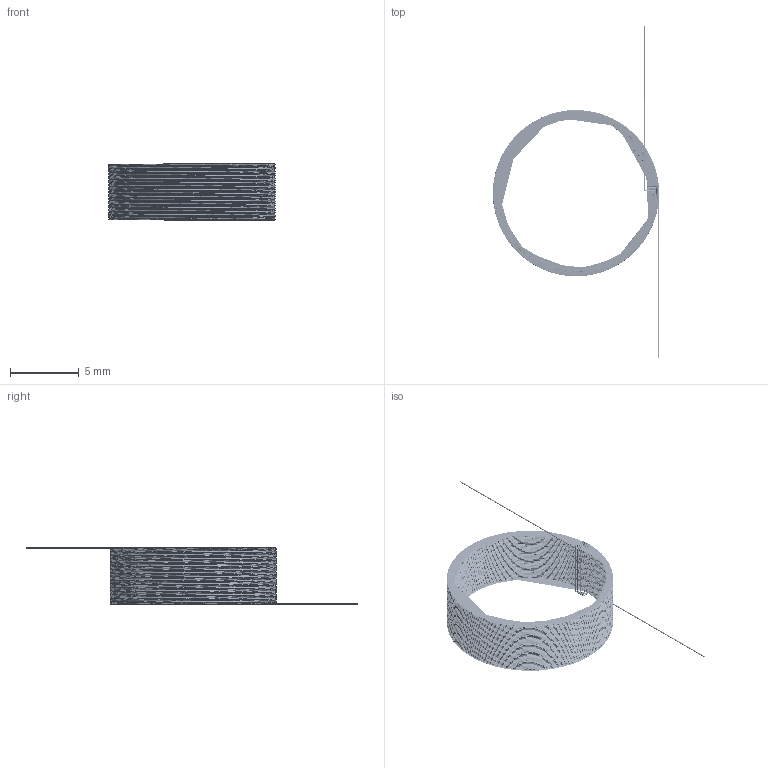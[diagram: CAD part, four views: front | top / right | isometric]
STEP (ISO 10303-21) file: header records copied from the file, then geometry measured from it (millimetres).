
FILE_DESCRIPTION(/* description */ (''),/* implementation_level */ '2;1');
FILE_NAME(/* name */ 'Spule.stp',/* time_stamp */ '2025-05-20T22:31:44+02:00',/* author */ ('ematric'),/* organization */ (''),/* preprocessor_version */ 'ST-DEVELOPER v20',/* originating_system */ 'Autodesk Inventor 2024',/* authorisation */ '');
FILE_SCHEMA (('AUTOMOTIVE_DESIGN { 1 0 10303 214 3 1 1 }'));
Length unit declared in the file: millimetre
Products named in the file (1): Bauteil1
Bounding box: 12.11 x 24.17 x 4.14 mm (x, y, z)
Volume: 40.5 mm3; surface area: 1858.1 mm2
Topology: 1 solids, 1 shells, 44 faces, 126 edges, 84 vertices
Faces by surface type: cylinder 22, bspline 14, plane 8
Full cylindrical faces by diameter (mm): 0.08 x22
Entity records: 29784 total; most frequent: CARTESIAN_POINT 28704, ORIENTED_EDGE 240, DIRECTION 180, EDGE_CURVE 120, AXIS2_PLACEMENT_3D 74, VERTEX_POINT 70, FACE_OUTER_BOUND 44, EDGE_LOOP 44
